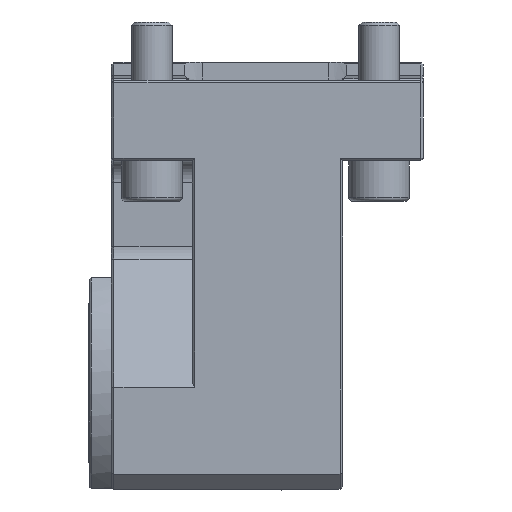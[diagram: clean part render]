
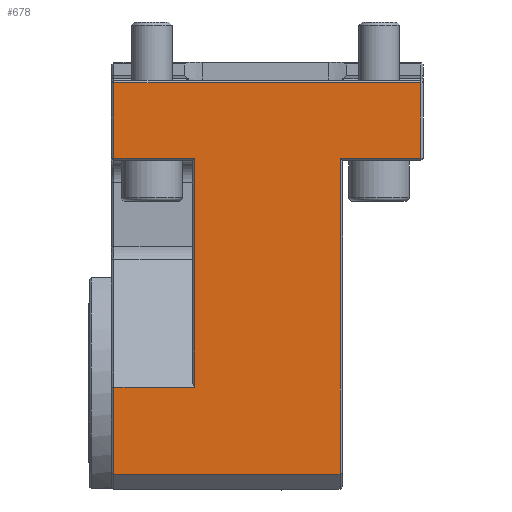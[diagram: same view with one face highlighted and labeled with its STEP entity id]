
A CAD part, front view. The second image highlights one B-rep face of the part: STEP entity #678.
In plain terms, the highlighted planar face has unit normal (0, -1, 0).
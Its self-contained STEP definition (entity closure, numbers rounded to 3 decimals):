
#87=LINE('',#3808,#314);
#101=LINE('',#3838,#328);
#157=LINE('',#3989,#384);
#173=LINE('',#4027,#400);
#191=LINE('',#4063,#418);
#192=LINE('',#4065,#419);
#193=LINE('',#4067,#420);
#194=LINE('',#4068,#421);
#195=LINE('',#4069,#422);
#196=LINE('',#4070,#423);
#314=VECTOR('',#2781,1.);
#328=VECTOR('',#2803,1.);
#384=VECTOR('',#2943,1.);
#400=VECTOR('',#2973,1.);
#418=VECTOR('',#3011,1.);
#419=VECTOR('',#3012,1.);
#420=VECTOR('',#3013,1.);
#421=VECTOR('',#3014,1.);
#422=VECTOR('',#3015,1.);
#423=VECTOR('',#3016,1.);
#678=ADVANCED_FACE('',(#935),#825,.F.);
#825=PLANE('',#2568);
#935=FACE_OUTER_BOUND('',#1069,.T.);
#1069=EDGE_LOOP('',(#1441,#1442,#1443,#1444,#1445,#1446,#1447,#1448,#1449,
#1450));
#1441=ORIENTED_EDGE('',*,*,#2228,.T.);
#1442=ORIENTED_EDGE('',*,*,#2229,.T.);
#1443=ORIENTED_EDGE('',*,*,#2230,.T.);
#1444=ORIENTED_EDGE('',*,*,#2116,.T.);
#1445=ORIENTED_EDGE('',*,*,#2208,.T.);
#1446=ORIENTED_EDGE('',*,*,#2102,.T.);
#1447=ORIENTED_EDGE('',*,*,#2231,.T.);
#1448=ORIENTED_EDGE('',*,*,#2232,.T.);
#1449=ORIENTED_EDGE('',*,*,#2233,.T.);
#1450=ORIENTED_EDGE('',*,*,#2190,.T.);
#1888=VERTEX_POINT('',#3807);
#1889=VERTEX_POINT('',#3809);
#1897=VERTEX_POINT('',#3832);
#1900=VERTEX_POINT('',#3837);
#1924=VERTEX_POINT('',#3908);
#1951=VERTEX_POINT('',#3983);
#1952=VERTEX_POINT('',#3987);
#1954=VERTEX_POINT('',#3990);
#1977=VERTEX_POINT('',#4064);
#1978=VERTEX_POINT('',#4066);
#2102=EDGE_CURVE('',#1889,#1888,#87,.T.);
#2116=EDGE_CURVE('',#1897,#1900,#101,.T.);
#2190=EDGE_CURVE('',#1954,#1952,#157,.T.);
#2208=EDGE_CURVE('',#1900,#1889,#173,.T.);
#2228=EDGE_CURVE('',#1952,#1977,#191,.T.);
#2229=EDGE_CURVE('',#1977,#1978,#192,.T.);
#2230=EDGE_CURVE('',#1978,#1897,#193,.T.);
#2231=EDGE_CURVE('',#1888,#1924,#194,.T.);
#2232=EDGE_CURVE('',#1924,#1951,#195,.T.);
#2233=EDGE_CURVE('',#1951,#1954,#196,.T.);
#2568=AXIS2_PLACEMENT_3D('',#4071,#3017,#3018);
#2781=DIRECTION('',(0.,0.,1.));
#2803=DIRECTION('',(0.,0.,1.));
#2943=DIRECTION('',(0.,0.,-1.));
#2973=DIRECTION('',(1.,0.,0.));
#3011=DIRECTION('',(-1.,0.,0.));
#3012=DIRECTION('',(0.,0.,-1.));
#3013=DIRECTION('',(1.,0.,0.));
#3014=DIRECTION('',(-1.,0.,0.));
#3015=DIRECTION('',(0.,0.,-1.));
#3016=DIRECTION('',(1.,0.,0.));
#3017=DIRECTION('',(0.,1.,0.));
#3018=DIRECTION('',(1.,0.,0.));
#3807=CARTESIAN_POINT('',(106.5,-65.,-1.));
#3808=CARTESIAN_POINT('',(106.5,-65.,-162.));
#3809=CARTESIAN_POINT('',(106.5,-65.,-31.));
#3832=CARTESIAN_POINT('',(74.5,-65.,-156.));
#3837=CARTESIAN_POINT('',(74.5,-65.,-31.));
#3838=CARTESIAN_POINT('',(74.5,-65.,-162.));
#3908=CARTESIAN_POINT('',(-15.,-65.,-1.));
#3983=CARTESIAN_POINT('',(-15.,-65.,-31.));
#3987=CARTESIAN_POINT('',(17.,-65.,-121.522));
#3989=CARTESIAN_POINT('',(17.,-65.,-121.522));
#3990=CARTESIAN_POINT('',(17.,-65.,-31.));
#4027=CARTESIAN_POINT('',(75.5,-65.,-31.));
#4063=CARTESIAN_POINT('',(16.,-65.,-121.522));
#4064=CARTESIAN_POINT('',(-15.,-65.,-121.522));
#4065=CARTESIAN_POINT('',(-15.,-65.,-162.));
#4066=CARTESIAN_POINT('',(-15.,-65.,-156.));
#4067=CARTESIAN_POINT('',(75.5,-65.,-156.));
#4068=CARTESIAN_POINT('',(75.5,-65.,-1.));
#4069=CARTESIAN_POINT('',(-15.,-65.,-162.));
#4070=CARTESIAN_POINT('',(75.5,-65.,-31.));
#4071=CARTESIAN_POINT('',(75.5,-65.,-162.));
